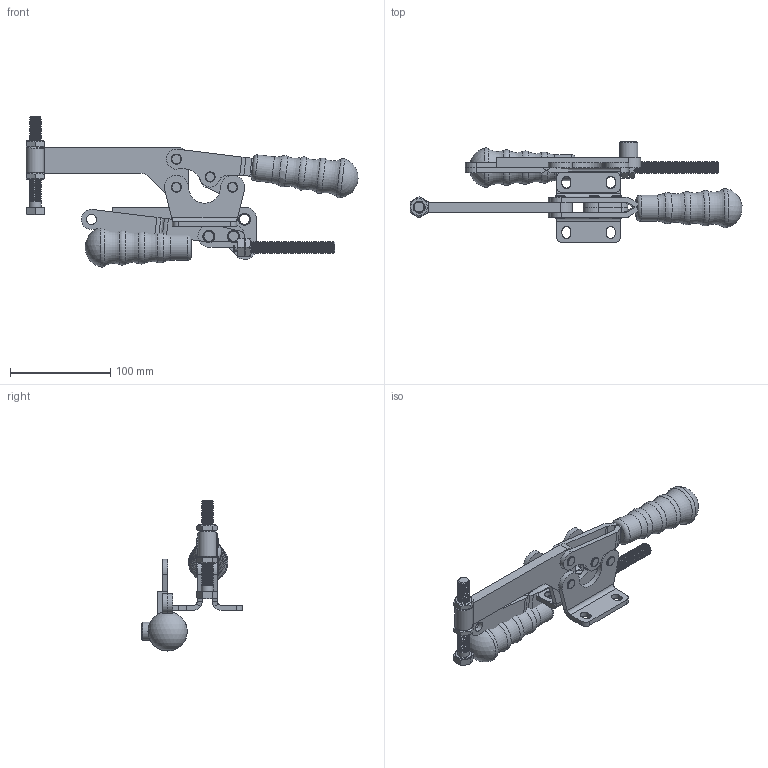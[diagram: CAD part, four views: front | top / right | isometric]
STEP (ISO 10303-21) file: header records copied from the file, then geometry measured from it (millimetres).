
FILE_DESCRIPTION( ( 'Unknown' ), '1' );
FILE_NAME( '150-MZ_UPINKA.stp', 'Unknown', ( 'Unknown' ), ( 'Unknown' ), 'PSStep 14.0', 'Unknown', ' ' );
FILE_SCHEMA( ( 'AUTOMOTIVE_DESIGN { 1 0 10303 214 1 1 1 1 }' ) );
Length unit declared in the file: millimetre
Products named in the file (23): Assem1; 150010_UPINACI PAKA; 150006-M_TAHLO; 150006_TAHLO; 150006_TAHLO-oa0; 820006_POUZDRO 12x10; 820006_POUZDRO 12x10-oa1; 820006_POUZDRO 12x10-oa6; 820006_POUZDRO 12x10-oa7; 150002_OVLADACI PAKA L; 150003_OVLADACI PAKA P; 940004_RUKOJET 16x8; 721022_NYT 8x22; 721022_NYT 8x22-oa2; 721022_NYT 8x22-oa3; 721022_NYT 8x22-oa4; 800070_SROUB M12x90-CSN ISO 4017; 800007_MATICE M12_DIN4398; 800007_MATICE M12_DIN4398-oa5; 900003_OKO SROUBU; 150001_TELO; 150001_TELO-oa8
Bounding box: 331.05 x 100.66 x 149.67 mm (x, y, z)
Volume: 459640.3 mm3; surface area: 193641.2 mm2
Topology: 47 solids, 47 shells, 1006 faces, 2226 edges, 1336 vertices
Faces by surface type: cylinder 311, cone 286, plane 269, torus 124, bspline 14, sphere 2
Full cylindrical faces by diameter (mm): 8 x8, 10 x28, 10.05 x16, 10.106 x12, 12 x108, 12.05 x12, 12.1 x6, 13 x2, 16.63 x2, 18 x2, 26.044 x2
Entity records: 15531 total; most frequent: DIRECTION 2100, CARTESIAN_POINT 2077, ORIENTED_EDGE 1462, AXIS2_PLACEMENT_3D 934, EDGE_LOOP 830, EDGE_CURVE 731, FACE_OUTER_BOUND 632, VERTEX_POINT 597
